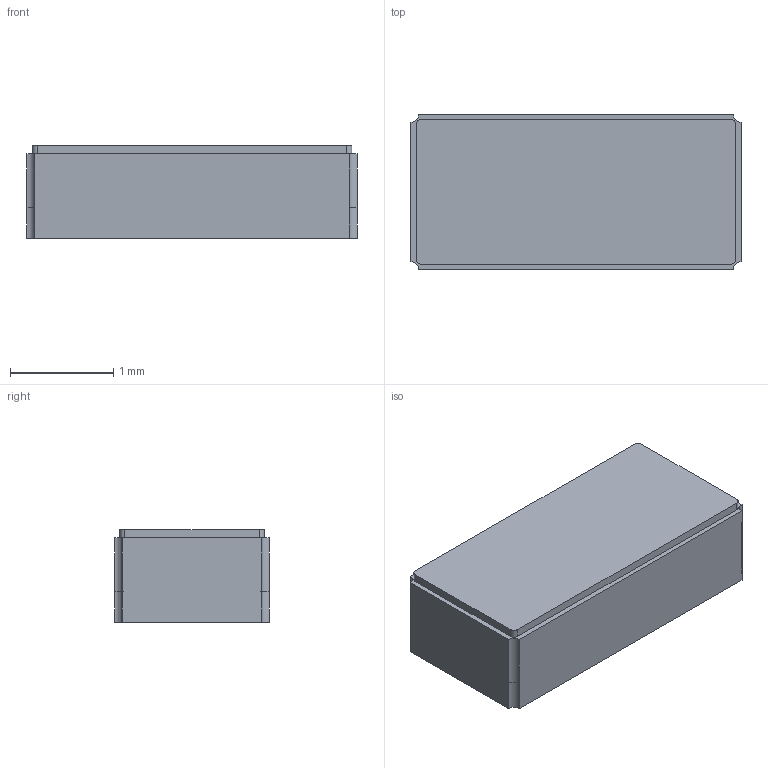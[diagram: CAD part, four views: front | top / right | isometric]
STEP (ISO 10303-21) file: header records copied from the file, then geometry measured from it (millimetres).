
FILE_DESCRIPTION(/* description */ (''),/* implementation_level */ '2;1');
FILE_NAME(/* name */ 'ECS-.327-12.5-34B.step',/* time_stamp */ '2023-04-26T14:55:19-07:00',/* author */ (''),/* organization */ (''),/* preprocessor_version */ 'ST-DEVELOPER v19.2',/* originating_system */ 'Autodesk Translation Framework v12.4.0.73',/* authorisation */ '');
FILE_SCHEMA (('AUTOMOTIVE_DESIGN { 1 0 10303 214 3 1 1 }'));
Length unit declared in the file: millimetre
Products named in the file (1): ECS-.327-12.5-34B
Bounding box: 3.2 x 1.5 x 0.9 mm (x, y, z)
Volume: 4.3 mm3; surface area: 25.8 mm2
Topology: 3 solids, 3 shells, 65 faces, 166 edges, 108 vertices
Faces by surface type: plane 53, cylinder 12
Entity records: 2004 total; most frequent: CARTESIAN_POINT 340, ORIENTED_EDGE 332, DIRECTION 322, EDGE_CURVE 166, LINE 142, VECTOR 142, VERTEX_POINT 108, AXIS2_PLACEMENT_3D 90
